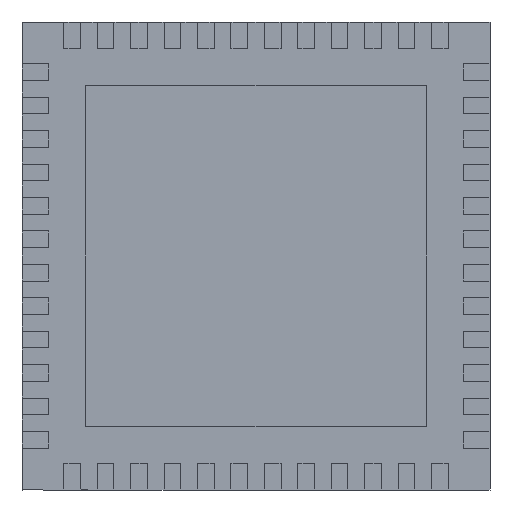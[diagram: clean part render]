
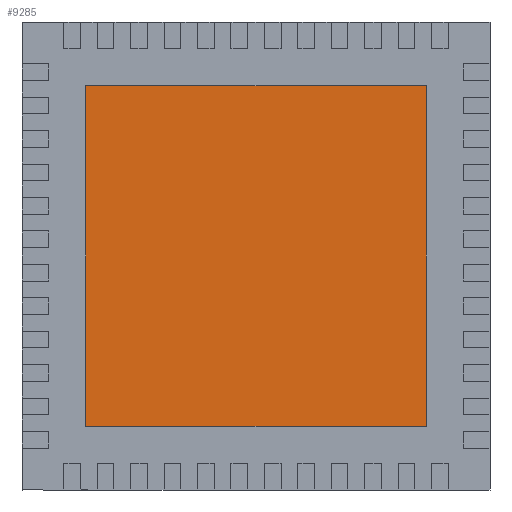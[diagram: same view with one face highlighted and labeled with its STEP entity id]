
A CAD part, front view. The second image highlights one B-rep face of the part: STEP entity #9285.
In plain terms, the highlighted planar face has unit normal (0, -1, 0).
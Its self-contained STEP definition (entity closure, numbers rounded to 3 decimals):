
#320 = ORIENTED_EDGE ( 'NONE', *, *, #7060, .T. ) ;
#1180 = CARTESIAN_POINT ( 'NONE',  ( 2.55, 0., -2.55 ) ) ;
#1926 = LINE ( 'NONE', #2588, #14194 ) ;
#2039 = EDGE_CURVE ( 'NONE', #14474, #6705, #3930, .T. ) ;
#2388 = CARTESIAN_POINT ( 'NONE',  ( -2.55, 0., -2.55 ) ) ;
#2588 = CARTESIAN_POINT ( 'NONE',  ( 2.55, 0., -2.55 ) ) ;
#2701 = ORIENTED_EDGE ( 'NONE', *, *, #13364, .T. ) ;
#2899 = VECTOR ( 'NONE', #9055, 1000. ) ;
#3277 = CARTESIAN_POINT ( 'NONE',  ( 2.55, 0., -2.55 ) ) ;
#3930 = LINE ( 'NONE', #1180, #8619 ) ;
#4494 = CARTESIAN_POINT ( 'NONE',  ( -2.55, 0., -2.55 ) ) ;
#5502 = CARTESIAN_POINT ( 'NONE',  ( 2.55, 0., 2.55 ) ) ;
#5932 = LINE ( 'NONE', #4494, #2899 ) ;
#6705 = VERTEX_POINT ( 'NONE', #3277 ) ;
#6793 = VERTEX_POINT ( 'NONE', #8002 ) ;
#7060 = EDGE_CURVE ( 'NONE', #8377, #6793, #10996, .T. ) ;
#8002 = CARTESIAN_POINT ( 'NONE',  ( -2.55, 0., 2.55 ) ) ;
#8203 = DIRECTION ( 'NONE',  ( 1., 0., 0. ) ) ;
#8208 = EDGE_LOOP ( 'NONE', ( #2701, #11016, #11027, #320 ) ) ;
#8214 = FACE_OUTER_BOUND ( 'NONE', #8208, .T. ) ;
#8377 = VERTEX_POINT ( 'NONE', #5502 ) ;
#8619 = VECTOR ( 'NONE', #8203, 1000. ) ;
#9055 = DIRECTION ( 'NONE',  ( 0., 0., -1. ) ) ;
#9285 = ADVANCED_FACE ( 'NONE', ( #8214 ), #13632, .T. ) ;
#9516 = EDGE_CURVE ( 'NONE', #6705, #8377, #1926, .T. ) ;
#10996 = LINE ( 'NONE', #14228, #13562 ) ;
#11016 = ORIENTED_EDGE ( 'NONE', *, *, #2039, .T. ) ;
#11027 = ORIENTED_EDGE ( 'NONE', *, *, #9516, .T. ) ;
#11735 = DIRECTION ( 'NONE',  ( 0., 0., 1. ) ) ;
#12365 = DIRECTION ( 'NONE',  ( 0., -1., 0. ) ) ;
#13170 = DIRECTION ( 'NONE',  ( -1., 0., 0. ) ) ;
#13364 = EDGE_CURVE ( 'NONE', #6793, #14474, #5932, .T. ) ;
#13562 = VECTOR ( 'NONE', #13170, 1000. ) ;
#13632 = PLANE ( 'NONE',  #14397 ) ;
#13730 = CARTESIAN_POINT ( 'NONE',  ( 0., 0., 0. ) ) ;
#14194 = VECTOR ( 'NONE', #11735, 1000. ) ;
#14228 = CARTESIAN_POINT ( 'NONE',  ( 2.55, 0., 2.55 ) ) ;
#14397 = AXIS2_PLACEMENT_3D ( 'NONE', #13730, #12365, #14887 ) ;
#14474 = VERTEX_POINT ( 'NONE', #2388 ) ;
#14887 = DIRECTION ( 'NONE',  ( 0., 0., -1. ) ) ;
